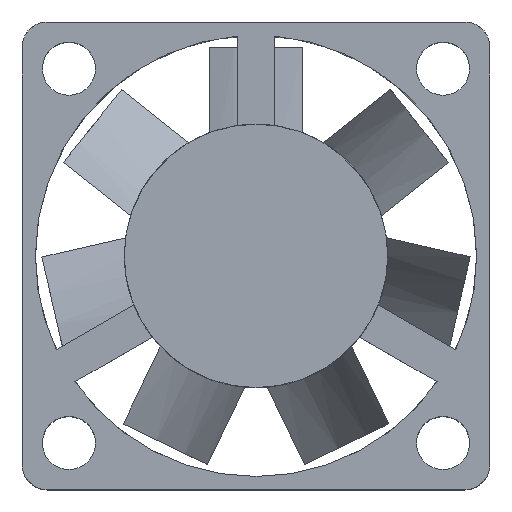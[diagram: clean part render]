
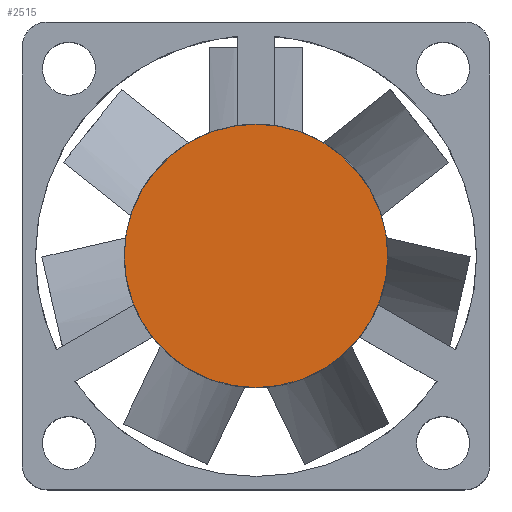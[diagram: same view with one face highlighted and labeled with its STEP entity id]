
A CAD part, top view. The second image highlights one B-rep face of the part: STEP entity #2515.
In plain terms, the highlighted planar face has unit normal (0, 0, 1).
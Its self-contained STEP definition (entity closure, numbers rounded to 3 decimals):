
#45 = CARTESIAN_POINT ( 'NONE',  ( 8.45, 0., 10.44 ) ) ;
#54 = DIRECTION ( 'NONE',  ( -1., 0., 0. ) ) ;
#94 = PLANE ( 'NONE',  #2849 ) ;
#358 = EDGE_CURVE ( 'NONE', #580, #2001, #1888, .T. ) ;
#364 = FACE_OUTER_BOUND ( 'NONE', #3281, .T. ) ;
#580 = VERTEX_POINT ( 'NONE', #1923 ) ;
#818 = DIRECTION ( 'NONE',  ( 0., 0., 1. ) ) ;
#840 = ORIENTED_EDGE ( 'NONE', *, *, #358, .T. ) ;
#1291 = AXIS2_PLACEMENT_3D ( 'NONE', #2450, #818, #54 ) ;
#1390 = EDGE_CURVE ( 'NONE', #2001, #580, #2537, .T. ) ;
#1441 = DIRECTION ( 'NONE',  ( 1., 0., 0. ) ) ;
#1888 = CIRCLE ( 'NONE', #2324, 8.45 ) ;
#1923 = CARTESIAN_POINT ( 'NONE',  ( -8.45, 0., 10.44 ) ) ;
#2001 = VERTEX_POINT ( 'NONE', #45 ) ;
#2037 = ORIENTED_EDGE ( 'NONE', *, *, #1390, .T. ) ;
#2265 = DIRECTION ( 'NONE',  ( -1., 0., 0. ) ) ;
#2324 = AXIS2_PLACEMENT_3D ( 'NONE', #3067, #3321, #2265 ) ;
#2450 = CARTESIAN_POINT ( 'NONE',  ( 0., 0., 10.44 ) ) ;
#2458 = DIRECTION ( 'NONE',  ( 0., 0., 1. ) ) ;
#2515 = ADVANCED_FACE ( 'NONE', ( #364 ), #94, .T. ) ;
#2537 = CIRCLE ( 'NONE', #1291, 8.45 ) ;
#2771 = CARTESIAN_POINT ( 'NONE',  ( 0., 0., 10.44 ) ) ;
#2849 = AXIS2_PLACEMENT_3D ( 'NONE', #2771, #2458, #1441 ) ;
#3067 = CARTESIAN_POINT ( 'NONE',  ( 0., 0., 10.44 ) ) ;
#3281 = EDGE_LOOP ( 'NONE', ( #840, #2037 ) ) ;
#3321 = DIRECTION ( 'NONE',  ( 0., 0., 1. ) ) ;
